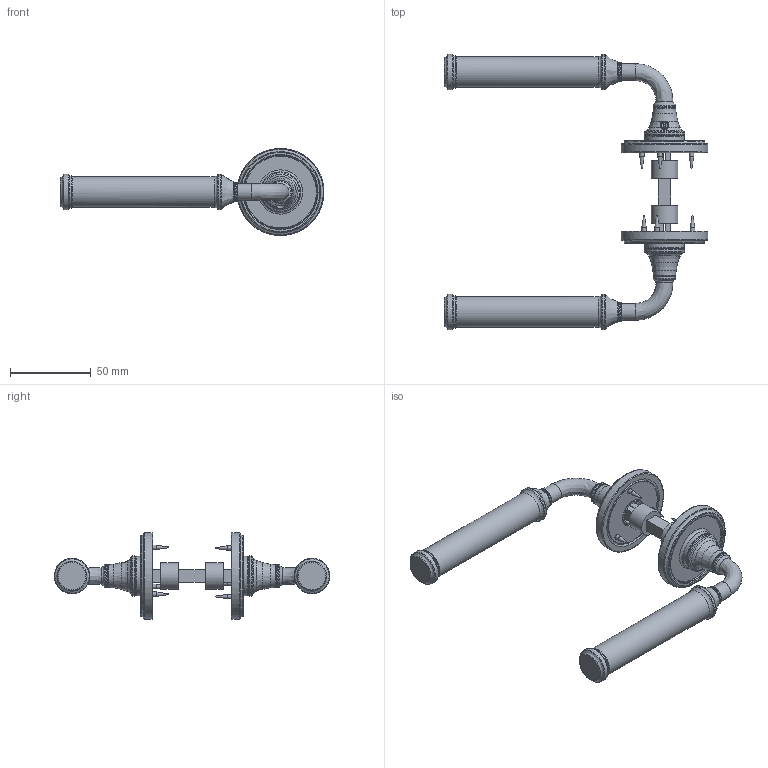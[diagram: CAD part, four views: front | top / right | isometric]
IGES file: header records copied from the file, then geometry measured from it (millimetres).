
Global section: file name: P6983; native system: Autodesk Inventor 2020; preprocessor: unknown; author: camerond; date: 20190809.114954; units: millimetre
Bounding box: 163.92 x 170.98 x 54 mm (x, y, z)
Volume: 105551.7 mm3; surface area: 57548.5 mm2
Topology: 21 solids, 21 shells, 468 faces, 1304 edges, 910 vertices
Faces by surface type: bspline 468
